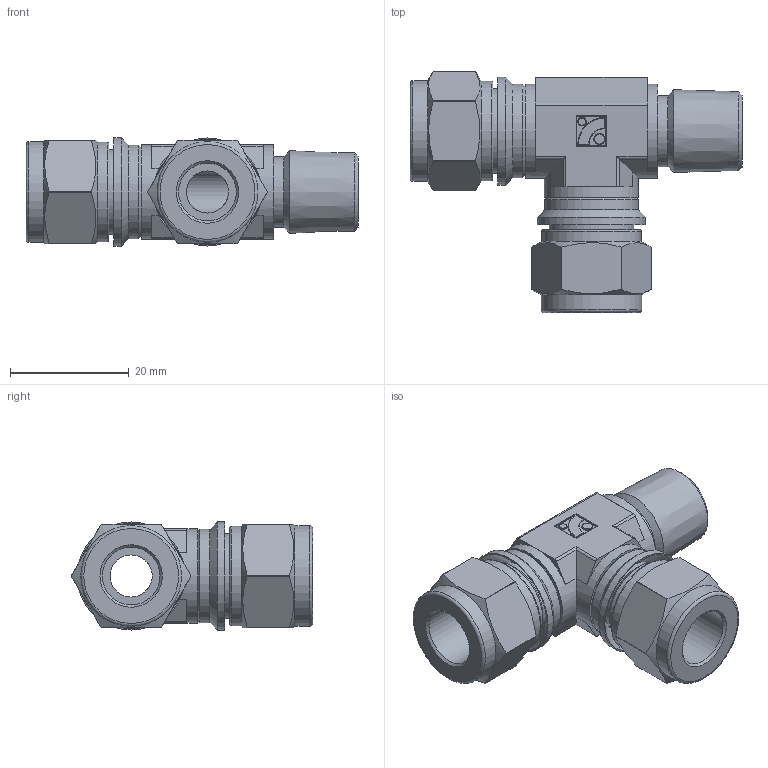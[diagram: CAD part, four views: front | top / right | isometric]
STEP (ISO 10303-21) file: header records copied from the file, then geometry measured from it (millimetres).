
FILE_DESCRIPTION(/* description */ (''),/* implementation_level */ '2;1');
FILE_NAME(/* name */ 'SMRTI-6-4N.stp',/* time_stamp */ '2022-05-24T08:24:35+09:00',/* author */ ('user'),/* organization */ (''),/* preprocessor_version */ 'ST-DEVELOPER v18.1',/* originating_system */ 'Autodesk Inventor 2022',/* authorisation */ '');
FILE_SCHEMA (('AUTOMOTIVE_DESIGN { 1 0 10303 214 3 1 1 }'));
Length unit declared in the file: millimetre
Products named in the file (1): SMRT-6-4N
Bounding box: 56.01 x 40.7 x 18.25 mm (x, y, z)
Volume: 12128.1 mm3; surface area: 8019.4 mm2
Topology: 1 solids, 1 shells, 158 faces, 362 edges, 222 vertices
Faces by surface type: plane 64, cylinder 63, cone 19, torus 12
Full cylindrical faces by diameter (mm): 1.35 x1, 1.8 x1, 7.11 x2, 7.112 x2, 9.73 x2, 12 x1, 12.5 x2, 13.05 x2, 14.28 x2, 15.8 x2, 15.88 x3, 16.8 x2, 17 x2, 18.25 x2
Entity records: 4561 total; most frequent: CARTESIAN_POINT 895, DIRECTION 814, ORIENTED_EDGE 724, EDGE_CURVE 362, AXIS2_PLACEMENT_3D 325, VERTEX_POINT 222, EDGE_LOOP 178, LINE 164
